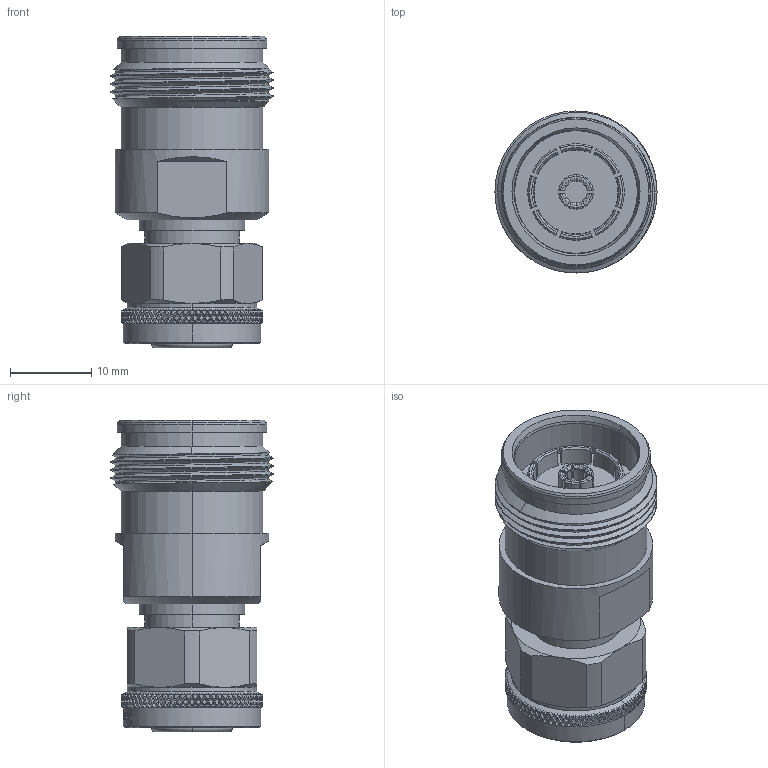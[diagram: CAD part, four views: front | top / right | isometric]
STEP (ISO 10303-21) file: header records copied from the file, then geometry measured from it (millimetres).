
FILE_DESCRIPTION (( 'STEP AP214' ), '1' );
FILE_NAME ('J01443A0004.STEP', '2018-08-02T08:03:22', ( '' ), ( '' ), 'SwSTEP 2.0', 'SolidWorks 2017', '' );
FILE_SCHEMA (( 'AUTOMOTIVE_DESIGN' ));
Length unit declared in the file: millimetre
Products named in the file (1): J01443A0004
Bounding box: 20 x 20 x 38.5 mm (x, y, z)
Volume: 7776.3 mm3; surface area: 4105.8 mm2
Topology: 1 solids, 1 shells, 1614 faces, 3668 edges, 2096 vertices
Faces by surface type: plane 1032, cylinder 307, cone 130, bspline 89, torus 56
Entity records: 69553 total; most frequent: CARTESIAN_POINT 19968, ORIENTED_EDGE 7336, DIRECTION 5703, EDGE_CURVE 3668, AXIS2_PLACEMENT_3D 2107, VERTEX_POINT 2096, EDGE_LOOP 1654, FACE_OUTER_BOUND 1614
